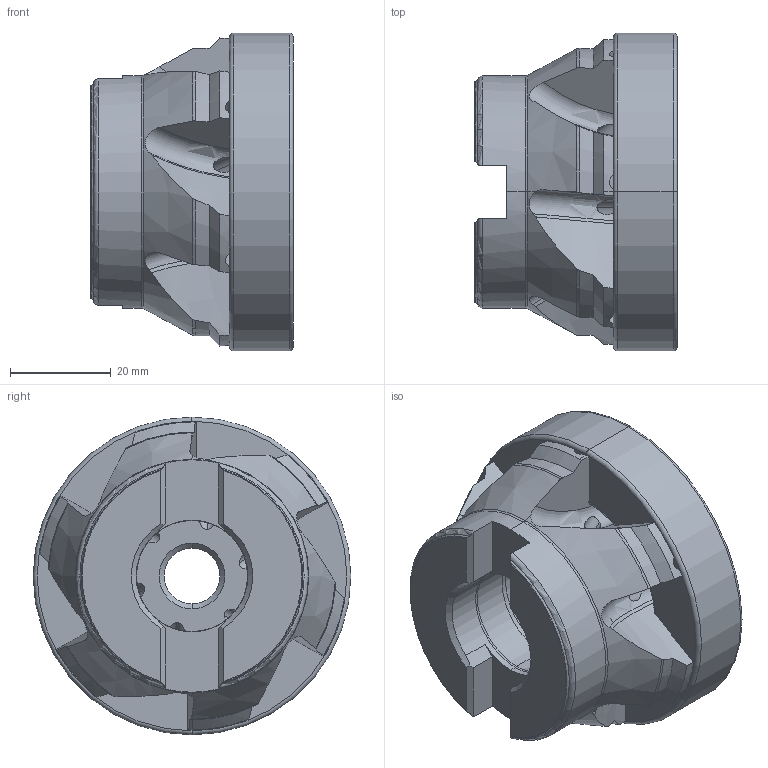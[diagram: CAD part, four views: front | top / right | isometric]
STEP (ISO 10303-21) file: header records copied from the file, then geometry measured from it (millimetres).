
FILE_DESCRIPTION (( 'STEP AP214' ), '1' );
FILE_NAME ('90PP-063-27-6.STEP', '2016-07-11T08:50:24', ( '' ), ( '' ), 'SwSTEP 2.0', 'SolidWorks 2016', '' );
FILE_SCHEMA (( 'AUTOMOTIVE_DESIGN' ));
Length unit declared in the file: millimetre
Products named in the file (1): 90PP-063-27-6
Bounding box: 40.08 x 62.93 x 62.93 mm (x, y, z)
Volume: 71245.1 mm3; surface area: 17706.1 mm2
Topology: 1 solids, 1 shells, 215 faces, 649 edges, 421 vertices
Faces by surface type: plane 75, cylinder 53, cone 49, torus 38
Entity records: 8679 total; most frequent: CARTESIAN_POINT 2916, ORIENTED_EDGE 1298, DIRECTION 990, EDGE_CURVE 649, VERTEX_POINT 421, AXIS2_PLACEMENT_3D 409, EDGE_LOOP 226, B_SPLINE_CURVE_WITH_KNOTS 220
